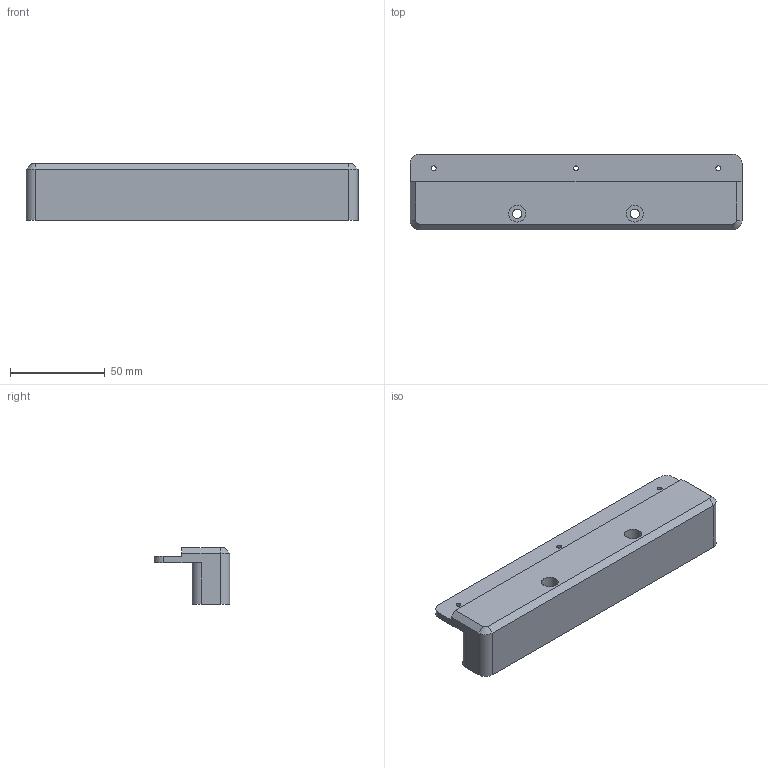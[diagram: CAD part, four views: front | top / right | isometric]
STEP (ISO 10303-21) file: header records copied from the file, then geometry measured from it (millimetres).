
FILE_DESCRIPTION(/* description */ ('Unknown'),/* implementation_level */ '2;1');
FILE_NAME(/* name */ 'Zaber Stage Risers - Piezo',/* time_stamp */ '2023-06-13T12:39:04+01:00',/* author */ ('Unknown'),/* organization */ ('Unknown'),/* preprocessor_version */ 'ST-DEVELOPER v18.1',/* originating_system */ 'Solid Edge',/* authorisation */ 'Unknown');
FILE_SCHEMA (('AUTOMOTIVE_DESIGN {1 0 10303 214 3 1 1}'));
Length unit declared in the file: millimetre
Products named in the file (1): Zaber Stage Risers - Piezo
Bounding box: 175 x 40 x 30 mm (x, y, z)
Volume: 117612.7 mm3; surface area: 26301.9 mm2
Topology: 1 solids, 1 shells, 30 faces, 79 edges, 53 vertices
Faces by surface type: plane 15, cylinder 13, cone 2
Full cylindrical faces by diameter (mm): 2.459 x3, 5 x2, 8.8 x2
Entity records: 1113 total; most frequent: DIRECTION 157, CARTESIAN_POINT 146, ORIENTED_EDGE 134, EDGE_CURVE 67, AXIS2_PLACEMENT_3D 59, EDGE_LOOP 49, FACE_BOUND 49, VERTEX_POINT 48
